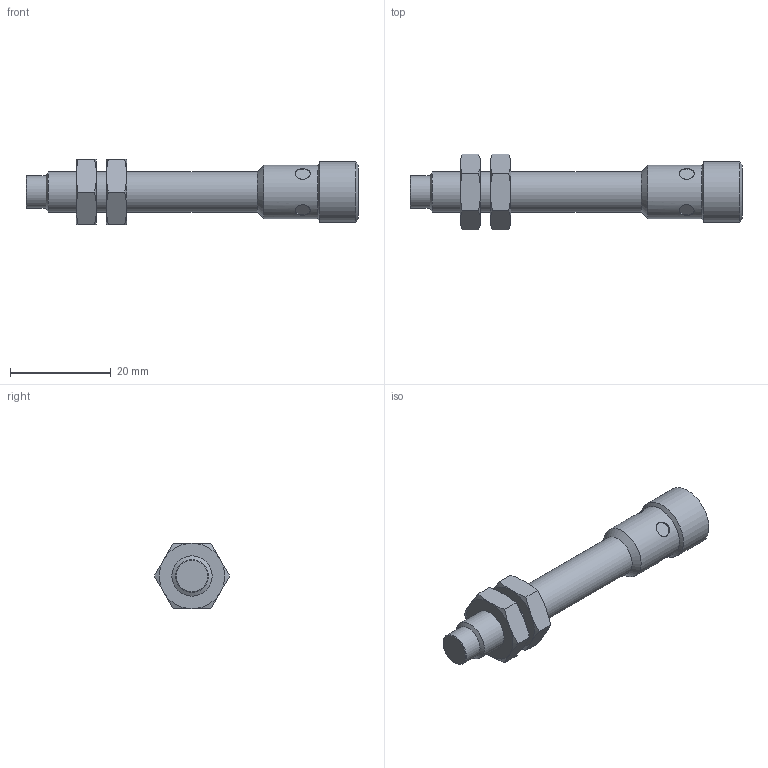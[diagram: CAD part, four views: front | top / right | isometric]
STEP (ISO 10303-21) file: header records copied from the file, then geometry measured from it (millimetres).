
FILE_DESCRIPTION(('FreeCAD Model'),'2;1');
FILE_NAME('LCS2-0806X-XRU4-AMS.stp','2020-05-06T09:20:36',( 'Author'),(''),'Open CASCADE STEP processor 7.3','FreeCAD','Unknown' );
FILE_SCHEMA(('AUTOMOTIVE_DESIGN { 1 0 10303 214 1 1 1 1 }'));
Length unit declared in the file: millimetre
Products named in the file (1): LCS2-0806X-XRU4-AMS
Bounding box: 66 x 15.01 x 13 mm (x, y, z)
Volume: 4429.2 mm3; surface area: 2901 mm2
Topology: 1 solids, 1 shells, 96 faces, 221 edges, 135 vertices
Faces by surface type: plane 42, cone 31, cylinder 18, sphere 5
Full cylindrical faces by diameter (mm): 1 x4, 2.4 x1, 3 x4, 6.5 x1, 8 x3, 8.5 x1, 10.55 x1, 12 x1
Entity records: 8904 total; most frequent: CARTESIAN_POINT 4096, DIRECTION 695, ORIENTED_EDGE 430, PCURVE 430, DEFINITIONAL_REPRESENTATION 430, LINE 326, VECTOR 326, EDGE_CURVE 215
